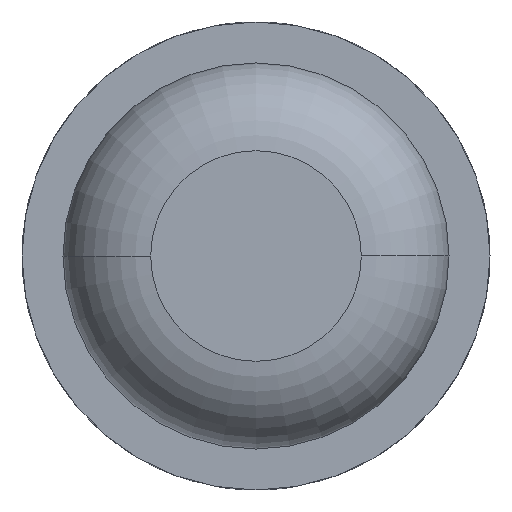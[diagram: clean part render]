
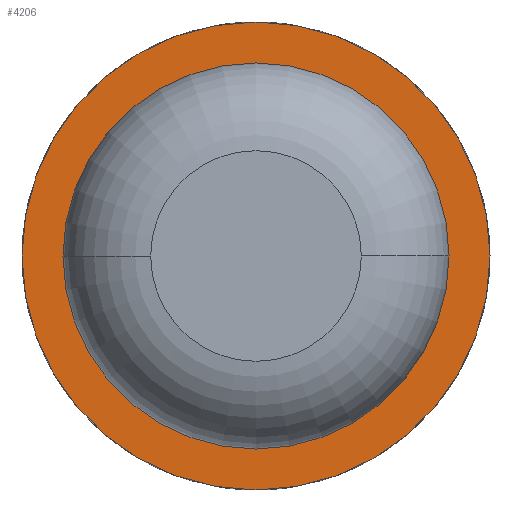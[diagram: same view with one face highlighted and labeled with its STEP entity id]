
A CAD part, front view. The second image highlights one B-rep face of the part: STEP entity #4206.
In plain terms, the highlighted planar face has unit normal (0, -1, 0).
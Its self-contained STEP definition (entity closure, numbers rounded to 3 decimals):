
#219 = DIRECTION ( 'NONE',  ( -1., 0., 0. ) ) ;
#427 = AXIS2_PLACEMENT_3D ( 'NONE', #1171, #3155, #3191 ) ;
#486 = DIRECTION ( 'NONE',  ( -1., 0., 0. ) ) ;
#580 = DIRECTION ( 'NONE',  ( -1., 0., 0. ) ) ;
#687 = ORIENTED_EDGE ( 'NONE', *, *, #2539, .T. ) ;
#811 = DIRECTION ( 'NONE',  ( -1., 0., 0. ) ) ;
#834 = FACE_OUTER_BOUND ( 'NONE', #2749, .T. ) ;
#860 = VERTEX_POINT ( 'NONE', #1185 ) ;
#884 = EDGE_CURVE ( 'Defeature ausgef�hrt1_34+Defeature ausgef�hrt1_29+Defeature ausgef�hrt1_29+Defeature ausgef�hrt1_29', #3658, #4539, #2783, .T. ) ;
#937 = DIRECTION ( 'NONE',  ( 0., 1., 0. ) ) ;
#1150 = CARTESIAN_POINT ( 'NONE',  ( -0.825, -6., 0. ) ) ;
#1171 = CARTESIAN_POINT ( 'NONE',  ( 0.825, -6., 0. ) ) ;
#1185 = CARTESIAN_POINT ( 'NONE',  ( 1., -6., 0. ) ) ;
#1286 = CARTESIAN_POINT ( 'NONE',  ( -1., -6., 0. ) ) ;
#1402 = DIRECTION ( 'NONE',  ( 0., 1., 0. ) ) ;
#1592 = ORIENTED_EDGE ( 'NONE', *, *, #2955, .F. ) ;
#1605 = AXIS2_PLACEMENT_3D ( 'NONE', #3192, #1607, #811 ) ;
#1607 = DIRECTION ( 'NONE',  ( 0., 1., 0. ) ) ;
#1715 = CARTESIAN_POINT ( 'NONE',  ( 0., -6., 0. ) ) ;
#1801 = ORIENTED_EDGE ( 'NONE', *, *, #4849, .F. ) ;
#1829 = CIRCLE ( 'NONE', #3384, 1. ) ;
#2273 = FACE_BOUND ( 'NONE', #2677, .T. ) ;
#2417 = CIRCLE ( 'NONE', #5087, 1. ) ;
#2539 = EDGE_CURVE ( 'Defeature ausgef�hrt1_34+Defeature ausgef�hrt1_29+Defeature ausgef�hrt1_29+Defeature ausgef�hrt1_29', #4539, #3658, #4694, .T. ) ;
#2677 = EDGE_LOOP ( 'NONE', ( #687, #4285 ) ) ;
#2749 = EDGE_LOOP ( 'NONE', ( #1592, #1801 ) ) ;
#2755 = AXIS2_PLACEMENT_3D ( 'NONE', #4118, #1402, #219 ) ;
#2783 = CIRCLE ( 'NONE', #1605, 0.825 ) ;
#2810 = CARTESIAN_POINT ( 'NONE',  ( 0.825, -6., 0. ) ) ;
#2889 = VERTEX_POINT ( 'NONE', #1286 ) ;
#2955 = EDGE_CURVE ( 'Defeature ausgef�hrt1_35+Defeature ausgef�hrt1_34+Defeature ausgef�hrt1_34+Defeature ausgef�hrt1_34', #2889, #860, #2417, .T. ) ;
#3155 = DIRECTION ( 'NONE',  ( 0., 1., 0. ) ) ;
#3171 = PLANE ( 'NONE',  #427 ) ;
#3191 = DIRECTION ( 'NONE',  ( -1., 0., 0. ) ) ;
#3192 = CARTESIAN_POINT ( 'NONE',  ( 0., -6., 0. ) ) ;
#3384 = AXIS2_PLACEMENT_3D ( 'NONE', #3642, #937, #486 ) ;
#3642 = CARTESIAN_POINT ( 'NONE',  ( 0., -6., 0. ) ) ;
#3658 = VERTEX_POINT ( 'NONE', #2810 ) ;
#4118 = CARTESIAN_POINT ( 'NONE',  ( 0., -6., 0. ) ) ;
#4206 = ADVANCED_FACE ( 'Defeature ausgef�hrt1_34', ( #834, #2273 ), #3171, .F. ) ;
#4285 = ORIENTED_EDGE ( 'NONE', *, *, #884, .T. ) ;
#4539 = VERTEX_POINT ( 'NONE', #1150 ) ;
#4694 = CIRCLE ( 'NONE', #2755, 0.825 ) ;
#4849 = EDGE_CURVE ( 'Defeature ausgef�hrt1_35+Defeature ausgef�hrt1_34+Defeature ausgef�hrt1_34+Defeature ausgef�hrt1_34', #860, #2889, #1829, .T. ) ;
#4877 = DIRECTION ( 'NONE',  ( 0., 1., 0. ) ) ;
#5087 = AXIS2_PLACEMENT_3D ( 'NONE', #1715, #4877, #580 ) ;
